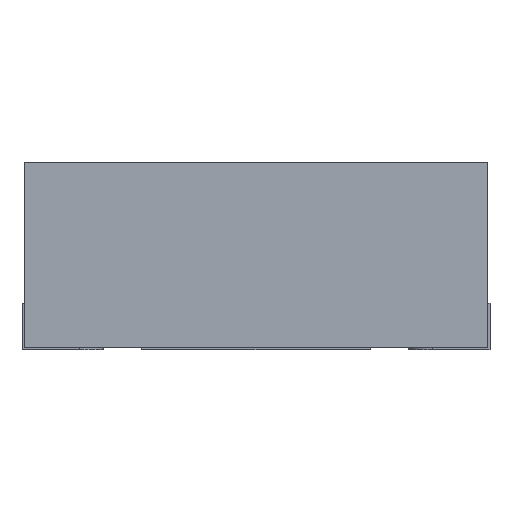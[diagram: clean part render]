
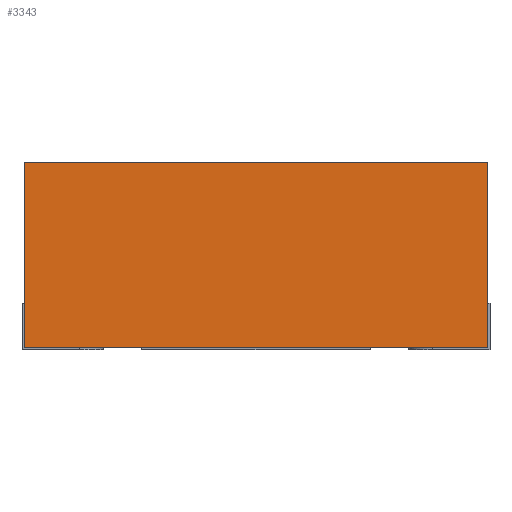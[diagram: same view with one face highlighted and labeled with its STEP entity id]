
A CAD part, front view. The second image highlights one B-rep face of the part: STEP entity #3343.
In plain terms, the highlighted planar face has unit normal (0, -1, 0).
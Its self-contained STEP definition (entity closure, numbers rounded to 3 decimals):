
#258 = DIRECTION ( 'NONE',  ( 0., 0., -1. ) ) ;
#280 = ORIENTED_EDGE ( 'NONE', *, *, #4969, .T. ) ;
#378 = LINE ( 'NONE', #4008, #2147 ) ;
#942 = LINE ( 'NONE', #5600, #3852 ) ;
#1175 = PLANE ( 'NONE',  #1947 ) ;
#1386 = LINE ( 'NONE', #7234, #2664 ) ;
#1506 = VERTEX_POINT ( 'NONE', #7227 ) ;
#1947 = AXIS2_PLACEMENT_3D ( 'NONE', #5921, #2239, #3510 ) ;
#2106 = EDGE_CURVE ( 'NONE', #7139, #2452, #6998, .T. ) ;
#2147 = VECTOR ( 'NONE', #5645, 1000. ) ;
#2172 = EDGE_LOOP ( 'NONE', ( #280, #2569, #3838, #6512 ) ) ;
#2239 = DIRECTION ( 'NONE',  ( 0., 1., 0. ) ) ;
#2452 = VERTEX_POINT ( 'NONE', #5193 ) ;
#2479 = VERTEX_POINT ( 'NONE', #5430 ) ;
#2569 = ORIENTED_EDGE ( 'NONE', *, *, #5852, .F. ) ;
#2647 = DIRECTION ( 'NONE',  ( 1., 0., 0. ) ) ;
#2664 = VECTOR ( 'NONE', #258, 1000. ) ;
#2793 = VECTOR ( 'NONE', #4003, 1000. ) ;
#3343 = ADVANCED_FACE ( 'NONE', ( #5229 ), #1175, .F. ) ;
#3510 = DIRECTION ( 'NONE',  ( 1., 0., 0. ) ) ;
#3838 = ORIENTED_EDGE ( 'NONE', *, *, #5720, .F. ) ;
#3852 = VECTOR ( 'NONE', #2647, 1000. ) ;
#4003 = DIRECTION ( 'NONE',  ( 0., 0., -1. ) ) ;
#4008 = CARTESIAN_POINT ( 'NONE',  ( -0.999, -0.999, 0.81 ) ) ;
#4797 = CARTESIAN_POINT ( 'NONE',  ( -0.999, -0.999, 0.81 ) ) ;
#4969 = EDGE_CURVE ( 'NONE', #2452, #2479, #942, .T. ) ;
#5193 = CARTESIAN_POINT ( 'NONE',  ( -0.999, -0.999, 0.01 ) ) ;
#5229 = FACE_OUTER_BOUND ( 'NONE', #2172, .T. ) ;
#5430 = CARTESIAN_POINT ( 'NONE',  ( 0.999, -0.999, 0.01 ) ) ;
#5600 = CARTESIAN_POINT ( 'NONE',  ( -0.999, -0.999, 0.01 ) ) ;
#5645 = DIRECTION ( 'NONE',  ( 1., 0., 0. ) ) ;
#5720 = EDGE_CURVE ( 'NONE', #7139, #1506, #378, .T. ) ;
#5822 = CARTESIAN_POINT ( 'NONE',  ( -0.999, -0.999, 0.81 ) ) ;
#5852 = EDGE_CURVE ( 'NONE', #1506, #2479, #1386, .T. ) ;
#5921 = CARTESIAN_POINT ( 'NONE',  ( -0.999, -0.999, 0.81 ) ) ;
#6512 = ORIENTED_EDGE ( 'NONE', *, *, #2106, .T. ) ;
#6998 = LINE ( 'NONE', #5822, #2793 ) ;
#7139 = VERTEX_POINT ( 'NONE', #4797 ) ;
#7227 = CARTESIAN_POINT ( 'NONE',  ( 0.999, -0.999, 0.81 ) ) ;
#7234 = CARTESIAN_POINT ( 'NONE',  ( 0.999, -0.999, 0.81 ) ) ;
